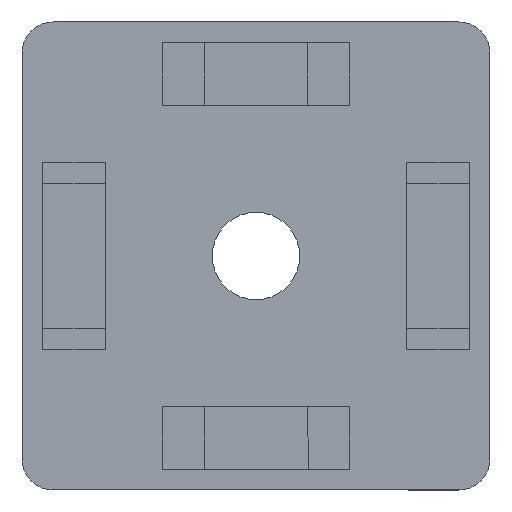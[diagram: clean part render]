
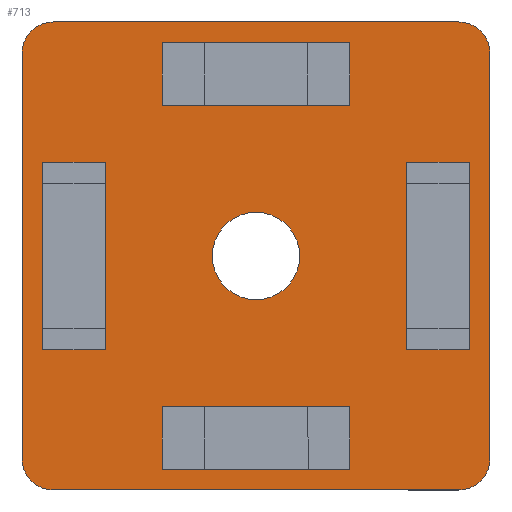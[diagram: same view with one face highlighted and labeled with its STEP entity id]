
A CAD part, front view. The second image highlights one B-rep face of the part: STEP entity #713.
In plain terms, the highlighted planar face has unit normal (0, -1, 0).
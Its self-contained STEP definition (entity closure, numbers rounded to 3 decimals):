
#451=CARTESIAN_POINT('',(42.,0.0,0.0));
#452=VERTEX_POINT('',#451);
#459=CARTESIAN_POINT('',(45.,0.0,-3.0));
#460=VERTEX_POINT('',#459);
#461=CARTESIAN_POINT('',(42.,0.0,-3.0));
#462=DIRECTION('',(0.0,1.0,0.0));
#463=DIRECTION('',(0.707,0.0,0.707));
#464=AXIS2_PLACEMENT_3D('',#461,#462,#463);
#465=CIRCLE('',#464,3.0);
#466=EDGE_CURVE('',#452,#460,#465,.T.);
#483=CARTESIAN_POINT('',(45.,0.0,-42.0));
#484=VERTEX_POINT('',#483);
#485=CARTESIAN_POINT('',(45.,0.0,-3.0));
#486=DIRECTION('',(0.0,0.0,-1.0));
#487=VECTOR('',#486,39.0);
#488=LINE('',#485,#487);
#489=EDGE_CURVE('',#460,#484,#488,.T.);
#508=CARTESIAN_POINT('',(22.5,0.0,-22.5));
#509=DIRECTION('',(0.0,-1.0,0.0));
#510=DIRECTION('',(0.0,0.0,-1.0));
#511=AXIS2_PLACEMENT_3D('',#508,#509,#510);
#512=PLANE('',#511);
#513=ORIENTED_EDGE('',*,*,#466,.F.);
#514=CARTESIAN_POINT('',(3.0,0.0,0.0));
#515=VERTEX_POINT('',#514);
#516=CARTESIAN_POINT('',(3.0,0.0,0.0));
#517=DIRECTION('',(1.0,0.0,0.0));
#518=VECTOR('',#517,39.);
#519=LINE('',#516,#518);
#520=EDGE_CURVE('',#515,#452,#519,.T.);
#521=ORIENTED_EDGE('',*,*,#520,.F.);
#522=CARTESIAN_POINT('',(0.,0.0,-3.));
#523=VERTEX_POINT('',#522);
#524=CARTESIAN_POINT('',(3.0,0.0,-3.));
#525=DIRECTION('',(0.0,1.0,0.0));
#526=DIRECTION('',(-0.707,0.0,0.707));
#527=AXIS2_PLACEMENT_3D('',#524,#525,#526);
#528=CIRCLE('',#527,3.0);
#529=EDGE_CURVE('',#523,#515,#528,.T.);
#530=ORIENTED_EDGE('',*,*,#529,.F.);
#531=CARTESIAN_POINT('',(0.,0.0,-42.));
#532=VERTEX_POINT('',#531);
#533=CARTESIAN_POINT('',(0.,0.0,-42.));
#534=DIRECTION('',(0.0,0.0,1.0));
#535=VECTOR('',#534,39.);
#536=LINE('',#533,#535);
#537=EDGE_CURVE('',#532,#523,#536,.T.);
#538=ORIENTED_EDGE('',*,*,#537,.F.);
#539=CARTESIAN_POINT('',(3.,0.0,-45.0));
#540=VERTEX_POINT('',#539);
#541=CARTESIAN_POINT('',(3.,0.0,-42.));
#542=DIRECTION('',(0.0,1.0,0.0));
#543=DIRECTION('',(-0.707,0.0,-0.707));
#544=AXIS2_PLACEMENT_3D('',#541,#542,#543);
#545=CIRCLE('',#544,3.0);
#546=EDGE_CURVE('',#540,#532,#545,.T.);
#547=ORIENTED_EDGE('',*,*,#546,.F.);
#548=CARTESIAN_POINT('',(42.,0.0,-45.0));
#549=VERTEX_POINT('',#548);
#550=CARTESIAN_POINT('',(42.,0.0,-45.0));
#551=DIRECTION('',(-1.0,0.0,0.0));
#552=VECTOR('',#551,39.);
#553=LINE('',#550,#552);
#554=EDGE_CURVE('',#549,#540,#553,.T.);
#555=ORIENTED_EDGE('',*,*,#554,.F.);
#556=CARTESIAN_POINT('',(42.,0.0,-42.0));
#557=DIRECTION('',(0.0,1.0,0.0));
#558=DIRECTION('',(0.707,0.0,-0.707));
#559=AXIS2_PLACEMENT_3D('',#556,#557,#558);
#560=CIRCLE('',#559,3.0);
#561=EDGE_CURVE('',#484,#549,#560,.T.);
#562=ORIENTED_EDGE('',*,*,#561,.F.);
#563=ORIENTED_EDGE('',*,*,#489,.F.);
#564=EDGE_LOOP('',(#513,#521,#530,#538,#547,#555,#562,#563));
#565=FACE_OUTER_BOUND('',#564,.T.);
#566=CARTESIAN_POINT('',(43.,0.0,-13.5));
#567=VERTEX_POINT('',#566);
#568=CARTESIAN_POINT('',(43.,0.0,-31.5));
#569=VERTEX_POINT('',#568);
#570=CARTESIAN_POINT('',(43.,0.0,-13.5));
#571=DIRECTION('',(0.0,0.0,-1.0));
#572=VECTOR('',#571,18.);
#573=LINE('',#570,#572);
#574=EDGE_CURVE('',#567,#569,#573,.T.);
#575=ORIENTED_EDGE('',*,*,#574,.T.);
#576=CARTESIAN_POINT('',(37.0,0.0,-31.5));
#577=VERTEX_POINT('',#576);
#578=CARTESIAN_POINT('',(43.0,0.0,-31.5));
#579=DIRECTION('',(-1.0,0.0,0.0));
#580=VECTOR('',#579,6.);
#581=LINE('',#578,#580);
#582=EDGE_CURVE('',#569,#577,#581,.T.);
#583=ORIENTED_EDGE('',*,*,#582,.T.);
#584=CARTESIAN_POINT('',(37.0,0.0,-13.5));
#585=VERTEX_POINT('',#584);
#586=CARTESIAN_POINT('',(37.0,0.0,-31.5));
#587=DIRECTION('',(0.0,0.0,1.0));
#588=VECTOR('',#587,18.);
#589=LINE('',#586,#588);
#590=EDGE_CURVE('',#577,#585,#589,.T.);
#591=ORIENTED_EDGE('',*,*,#590,.T.);
#592=CARTESIAN_POINT('',(37.0,0.0,-13.5));
#593=DIRECTION('',(1.0,0.0,0.0));
#594=VECTOR('',#593,6.);
#595=LINE('',#592,#594);
#596=EDGE_CURVE('',#585,#567,#595,.T.);
#597=ORIENTED_EDGE('',*,*,#596,.T.);
#598=EDGE_LOOP('',(#575,#583,#591,#597));
#599=FACE_BOUND('',#598,.T.);
#600=CARTESIAN_POINT('',(8.,0.0,-31.5));
#601=VERTEX_POINT('',#600);
#602=CARTESIAN_POINT('',(2.,0.0,-31.5));
#603=VERTEX_POINT('',#602);
#604=CARTESIAN_POINT('',(8.,0.0,-31.5));
#605=DIRECTION('',(-1.0,0.0,0.0));
#606=VECTOR('',#605,6.0);
#607=LINE('',#604,#606);
#608=EDGE_CURVE('',#601,#603,#607,.T.);
#609=ORIENTED_EDGE('',*,*,#608,.T.);
#610=CARTESIAN_POINT('',(2.,0.0,-13.5));
#611=VERTEX_POINT('',#610);
#612=CARTESIAN_POINT('',(2.,0.0,-31.5));
#613=DIRECTION('',(0.0,0.0,1.0));
#614=VECTOR('',#613,18.0);
#615=LINE('',#612,#614);
#616=EDGE_CURVE('',#603,#611,#615,.T.);
#617=ORIENTED_EDGE('',*,*,#616,.T.);
#618=CARTESIAN_POINT('',(8.,0.0,-13.5));
#619=VERTEX_POINT('',#618);
#620=CARTESIAN_POINT('',(2.,0.0,-13.5));
#621=DIRECTION('',(1.0,0.0,0.0));
#622=VECTOR('',#621,6.);
#623=LINE('',#620,#622);
#624=EDGE_CURVE('',#611,#619,#623,.T.);
#625=ORIENTED_EDGE('',*,*,#624,.T.);
#626=CARTESIAN_POINT('',(8.,0.0,-13.5));
#627=DIRECTION('',(0.0,0.0,-1.0));
#628=VECTOR('',#627,18.0);
#629=LINE('',#626,#628);
#630=EDGE_CURVE('',#619,#601,#629,.T.);
#631=ORIENTED_EDGE('',*,*,#630,.T.);
#632=EDGE_LOOP('',(#609,#617,#625,#631));
#633=FACE_BOUND('',#632,.T.);
#634=CARTESIAN_POINT('',(31.5,0.0,-43.0));
#635=VERTEX_POINT('',#634);
#636=CARTESIAN_POINT('',(13.5,0.0,-43.));
#637=VERTEX_POINT('',#636);
#638=CARTESIAN_POINT('',(31.5,0.0,-43.0));
#639=DIRECTION('',(-1.0,0.0,0.0));
#640=VECTOR('',#639,18.);
#641=LINE('',#638,#640);
#642=EDGE_CURVE('',#635,#637,#641,.T.);
#643=ORIENTED_EDGE('',*,*,#642,.T.);
#644=CARTESIAN_POINT('',(13.5,0.0,-37.0));
#645=VERTEX_POINT('',#644);
#646=CARTESIAN_POINT('',(13.5,0.0,-43.0));
#647=DIRECTION('',(0.0,0.0,1.0));
#648=VECTOR('',#647,6.0);
#649=LINE('',#646,#648);
#650=EDGE_CURVE('',#637,#645,#649,.T.);
#651=ORIENTED_EDGE('',*,*,#650,.T.);
#652=CARTESIAN_POINT('',(31.5,0.0,-37.0));
#653=VERTEX_POINT('',#652);
#654=CARTESIAN_POINT('',(13.5,0.0,-37.0));
#655=DIRECTION('',(1.0,0.0,0.0));
#656=VECTOR('',#655,18.0);
#657=LINE('',#654,#656);
#658=EDGE_CURVE('',#645,#653,#657,.T.);
#659=ORIENTED_EDGE('',*,*,#658,.T.);
#660=CARTESIAN_POINT('',(31.5,0.0,-37.0));
#661=DIRECTION('',(0.0,0.0,-1.0));
#662=VECTOR('',#661,6.0);
#663=LINE('',#660,#662);
#664=EDGE_CURVE('',#653,#635,#663,.T.);
#665=ORIENTED_EDGE('',*,*,#664,.T.);
#666=EDGE_LOOP('',(#643,#651,#659,#665));
#667=FACE_BOUND('',#666,.T.);
#668=CARTESIAN_POINT('',(13.5,0.0,-2.0));
#669=VERTEX_POINT('',#668);
#670=CARTESIAN_POINT('',(31.5,0.0,-2.));
#671=VERTEX_POINT('',#670);
#672=CARTESIAN_POINT('',(13.5,0.0,-2.));
#673=DIRECTION('',(1.0,0.0,0.0));
#674=VECTOR('',#673,18.0);
#675=LINE('',#672,#674);
#676=EDGE_CURVE('',#669,#671,#675,.T.);
#677=ORIENTED_EDGE('',*,*,#676,.T.);
#678=CARTESIAN_POINT('',(31.5,0.0,-8.));
#679=VERTEX_POINT('',#678);
#680=CARTESIAN_POINT('',(31.5,0.0,-2.));
#681=DIRECTION('',(0.0,0.0,-1.0));
#682=VECTOR('',#681,6.);
#683=LINE('',#680,#682);
#684=EDGE_CURVE('',#671,#679,#683,.T.);
#685=ORIENTED_EDGE('',*,*,#684,.T.);
#686=CARTESIAN_POINT('',(13.5,0.0,-8.));
#687=VERTEX_POINT('',#686);
#688=CARTESIAN_POINT('',(31.5,0.0,-8.));
#689=DIRECTION('',(-1.0,0.0,0.0));
#690=VECTOR('',#689,18.);
#691=LINE('',#688,#690);
#692=EDGE_CURVE('',#679,#687,#691,.T.);
#693=ORIENTED_EDGE('',*,*,#692,.T.);
#694=CARTESIAN_POINT('',(13.5,0.0,-8.));
#695=DIRECTION('',(0.0,0.0,1.0));
#696=VECTOR('',#695,6.);
#697=LINE('',#694,#696);
#698=EDGE_CURVE('',#687,#669,#697,.T.);
#699=ORIENTED_EDGE('',*,*,#698,.T.);
#700=EDGE_LOOP('',(#677,#685,#693,#699));
#701=FACE_BOUND('',#700,.T.);
#702=CARTESIAN_POINT('',(26.7,0.,-22.5));
#703=VERTEX_POINT('',#702);
#704=CARTESIAN_POINT('',(22.5,0.0,-22.5));
#705=DIRECTION('',(0.0,1.0,0.0));
#706=DIRECTION('',(-1.0,0.0,0.0));
#707=AXIS2_PLACEMENT_3D('',#704,#705,#706);
#708=CIRCLE('',#707,4.2);
#709=EDGE_CURVE('',#703,#703,#708,.T.);
#710=ORIENTED_EDGE('',*,*,#709,.T.);
#711=EDGE_LOOP('',(#710));
#712=FACE_BOUND('',#711,.T.);
#713=ADVANCED_FACE('',(#565,#599,#633,#667,#701,#712),#512,.T.);
